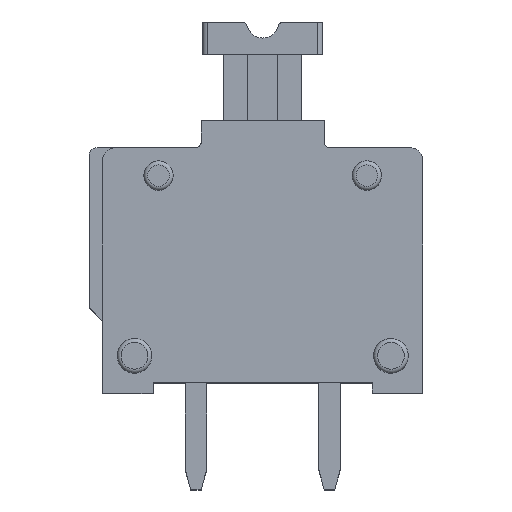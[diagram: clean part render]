
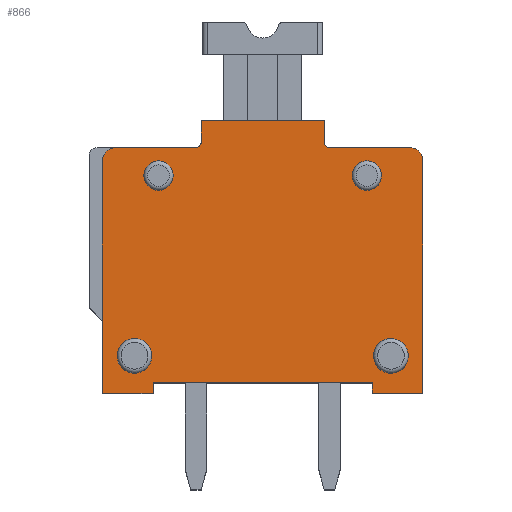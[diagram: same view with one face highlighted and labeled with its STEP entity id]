
A CAD part, top view. The second image highlights one B-rep face of the part: STEP entity #866.
In plain terms, the highlighted planar face has unit normal (0, 0, 1).
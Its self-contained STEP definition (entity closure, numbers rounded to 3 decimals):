
#866 = ADVANCED_FACE( '', ( #1748, #1749, #1750, #1751, #1752 ), #1753, .T. );
#1748 = FACE_OUTER_BOUND( '', #2666, .T. );
#1749 = FACE_BOUND( '', #2667, .T. );
#1750 = FACE_BOUND( '', #2668, .T. );
#1751 = FACE_BOUND( '', #2669, .T. );
#1752 = FACE_BOUND( '', #2670, .T. );
#1753 = PLANE( '', #2671 );
#2666 = EDGE_LOOP( '', ( #5025, #5026, #5027, #5028, #5029, #5030, #5031, #5032, #5033, #5034, #5035, #5036, #5037, #5038, #5039, #5040 ) );
#2667 = EDGE_LOOP( '', ( #5041 ) );
#2668 = EDGE_LOOP( '', ( #5042 ) );
#2669 = EDGE_LOOP( '', ( #5043 ) );
#2670 = EDGE_LOOP( '', ( #5044 ) );
#2671 = AXIS2_PLACEMENT_3D( '', #5045, #5046, #5047 );
#5025 = ORIENTED_EDGE( '', *, *, #6612, .T. );
#5026 = ORIENTED_EDGE( '', *, *, #6613, .T. );
#5027 = ORIENTED_EDGE( '', *, *, #6429, .F. );
#5028 = ORIENTED_EDGE( '', *, *, #6595, .F. );
#5029 = ORIENTED_EDGE( '', *, *, #5907, .F. );
#5030 = ORIENTED_EDGE( '', *, *, #5773, .T. );
#5031 = ORIENTED_EDGE( '', *, *, #5827, .F. );
#5032 = ORIENTED_EDGE( '', *, *, #6475, .F. );
#5033 = ORIENTED_EDGE( '', *, *, #6614, .T. );
#5034 = ORIENTED_EDGE( '', *, *, #5751, .T. );
#5035 = ORIENTED_EDGE( '', *, *, #5924, .T. );
#5036 = ORIENTED_EDGE( '', *, *, #6261, .T. );
#5037 = ORIENTED_EDGE( '', *, *, #6442, .T. );
#5038 = ORIENTED_EDGE( '', *, *, #5690, .F. );
#5039 = ORIENTED_EDGE( '', *, *, #6279, .T. );
#5040 = ORIENTED_EDGE( '', *, *, #6151, .T. );
#5041 = ORIENTED_EDGE( '', *, *, #6342, .F. );
#5042 = ORIENTED_EDGE( '', *, *, #6386, .F. );
#5043 = ORIENTED_EDGE( '', *, *, #6480, .F. );
#5044 = ORIENTED_EDGE( '', *, *, #6160, .F. );
#5045 = CARTESIAN_POINT( '', ( 5.954, 7.756, 3. ) );
#5046 = DIRECTION( '', ( 0., 0., 1. ) );
#5047 = DIRECTION( '', ( 1., 0., 0. ) );
#5690 = EDGE_CURVE( '', #6820, #6821, #6822, .T. );
#5751 = EDGE_CURVE( '', #6934, #6932, #6935, .T. );
#5773 = EDGE_CURVE( '', #6972, #6970, #6973, .T. );
#5827 = EDGE_CURVE( '', #7065, #6970, #7067, .T. );
#5907 = EDGE_CURVE( '', #6972, #7202, #7203, .T. );
#5924 = EDGE_CURVE( '', #6932, #7227, #7229, .T. );
#6151 = EDGE_CURVE( '', #7594, #7592, #7595, .T. );
#6160 = EDGE_CURVE( '', #7608, #7608, #7609, .T. );
#6261 = EDGE_CURVE( '', #7227, #7766, #7768, .T. );
#6279 = EDGE_CURVE( '', #6820, #7594, #7793, .T. );
#6342 = EDGE_CURVE( '', #7879, #7879, #7880, .T. );
#6386 = EDGE_CURVE( '', #7943, #7943, #7944, .T. );
#6429 = EDGE_CURVE( '', #7997, #7999, #8000, .T. );
#6442 = EDGE_CURVE( '', #7766, #6821, #8015, .T. );
#6475 = EDGE_CURVE( '', #8056, #7065, #8058, .T. );
#6480 = EDGE_CURVE( '', #8064, #8064, #8065, .T. );
#6595 = EDGE_CURVE( '', #7202, #7997, #8203, .T. );
#6612 = EDGE_CURVE( '', #7592, #8222, #8223, .T. );
#6613 = EDGE_CURVE( '', #8222, #7999, #8224, .T. );
#6614 = EDGE_CURVE( '', #8056, #6934, #8225, .T. );
#6820 = VERTEX_POINT( '', #8474 );
#6821 = VERTEX_POINT( '', #8475 );
#6822 = CIRCLE( '', #8476, 0.2 );
#6932 = VERTEX_POINT( '', #8625 );
#6934 = VERTEX_POINT( '', #8628 );
#6935 = CIRCLE( '', #8629, 0.2 );
#6970 = VERTEX_POINT( '', #8676 );
#6972 = VERTEX_POINT( '', #8679 );
#6973 = LINE( '', #8680, #8681 );
#7065 = VERTEX_POINT( '', #8809 );
#7067 = LINE( '', #8812, #8813 );
#7202 = VERTEX_POINT( '', #9003 );
#7203 = LINE( '', #9004, #9005 );
#7227 = VERTEX_POINT( '', #9039 );
#7229 = LINE( '', #9042, #9043 );
#7592 = VERTEX_POINT( '', #9558 );
#7594 = VERTEX_POINT( '', #9561 );
#7595 = CIRCLE( '', #9562, 0.5 );
#7608 = VERTEX_POINT( '', #9581 );
#7609 = CIRCLE( '', #9582, 0.55 );
#7766 = VERTEX_POINT( '', #9802 );
#7768 = LINE( '', #9805, #9806 );
#7793 = LINE( '', #9843, #9844 );
#7879 = VERTEX_POINT( '', #9989 );
#7880 = CIRCLE( '', #9990, 0.65 );
#7943 = VERTEX_POINT( '', #10079 );
#7944 = CIRCLE( '', #10080, 0.55 );
#7997 = VERTEX_POINT( '', #10175 );
#7999 = VERTEX_POINT( '', #10178 );
#8000 = LINE( '', #10179, #10180 );
#8015 = LINE( '', #10200, #10201 );
#8056 = VERTEX_POINT( '', #10259 );
#8058 = CIRCLE( '', #10262, 0.5 );
#8064 = VERTEX_POINT( '', #10270 );
#8065 = CIRCLE( '', #10271, 0.65 );
#8203 = LINE( '', #10474, #10475 );
#8222 = VERTEX_POINT( '', #10502 );
#8223 = LINE( '', #10503, #10504 );
#8224 = LINE( '', #10505, #10506 );
#8225 = LINE( '', #10507, #10508 );
#8474 = CARTESIAN_POINT( '', ( 3.5, 9.2, 3. ) );
#8475 = CARTESIAN_POINT( '', ( 3.7, 9.4, 3. ) );
#8476 = AXIS2_PLACEMENT_3D( '', #10693, #10694, #10695 );
#8625 = CARTESIAN_POINT( '', ( 8.3, 9.4, 3. ) );
#8628 = CARTESIAN_POINT( '', ( 8.5, 9.2, 3. ) );
#8629 = AXIS2_PLACEMENT_3D( '', #10772, #10773, #10774 );
#8676 = CARTESIAN_POINT( '', ( 12., 0., 3. ) );
#8679 = CARTESIAN_POINT( '', ( 10.1, 0., 3. ) );
#8680 = CARTESIAN_POINT( '', ( 7.771, 0., 3. ) );
#8681 = VECTOR( '', #10800, 1000. );
#8809 = CARTESIAN_POINT( '', ( 12., 8.7, 3. ) );
#8812 = CARTESIAN_POINT( '', ( 12., 7.285, 3. ) );
#8813 = VECTOR( '', #10865, 1000. );
#9003 = CARTESIAN_POINT( '', ( 10.1, 0.4, 3. ) );
#9004 = CARTESIAN_POINT( '', ( 10.1, 7.285, 3. ) );
#9005 = VECTOR( '', #10939, 1000. );
#9039 = CARTESIAN_POINT( '', ( 8.3, 10.2, 3. ) );
#9042 = CARTESIAN_POINT( '', ( 8.3, 7.285, 3. ) );
#9043 = VECTOR( '', #10954, 1000. );
#9558 = CARTESIAN_POINT( '', ( 0., 8.7, 3. ) );
#9561 = CARTESIAN_POINT( '', ( 0.5, 9.2, 3. ) );
#9562 = AXIS2_PLACEMENT_3D( '', #11204, #11205, #11206 );
#9581 = CARTESIAN_POINT( '', ( 10.45, 8.15, 3. ) );
#9582 = AXIS2_PLACEMENT_3D( '', #11213, #11214, #11215 );
#9802 = CARTESIAN_POINT( '', ( 3.7, 10.2, 3. ) );
#9805 = CARTESIAN_POINT( '', ( 7.771, 10.2, 3. ) );
#9806 = VECTOR( '', #11322, 1000. );
#9843 = CARTESIAN_POINT( '', ( 7.771, 9.2, 3. ) );
#9844 = VECTOR( '', #11338, 1000. );
#9989 = CARTESIAN_POINT( '', ( 11.45, 1.4, 3. ) );
#9990 = AXIS2_PLACEMENT_3D( '', #11395, #11396, #11397 );
#10079 = CARTESIAN_POINT( '', ( 2.65, 8.15, 3. ) );
#10080 = AXIS2_PLACEMENT_3D( '', #11448, #11449, #11450 );
#10175 = CARTESIAN_POINT( '', ( 1.9, 0.4, 3. ) );
#10178 = CARTESIAN_POINT( '', ( 1.9, 0., 3. ) );
#10179 = CARTESIAN_POINT( '', ( 1.9, 7.285, 3. ) );
#10180 = VECTOR( '', #11485, 1000. );
#10200 = CARTESIAN_POINT( '', ( 3.7, 7.285, 3. ) );
#10201 = VECTOR( '', #11500, 1000. );
#10259 = CARTESIAN_POINT( '', ( 11.5, 9.2, 3. ) );
#10262 = AXIS2_PLACEMENT_3D( '', #11534, #11535, #11536 );
#10270 = CARTESIAN_POINT( '', ( 1.85, 1.4, 3. ) );
#10271 = AXIS2_PLACEMENT_3D( '', #11539, #11540, #11541 );
#10474 = CARTESIAN_POINT( '', ( 7.771, 0.4, 3. ) );
#10475 = VECTOR( '', #11631, 1000. );
#10502 = CARTESIAN_POINT( '', ( 0., 0., 3. ) );
#10503 = CARTESIAN_POINT( '', ( 0., 7.285, 3. ) );
#10504 = VECTOR( '', #11649, 1000. );
#10505 = CARTESIAN_POINT( '', ( 7.771, 0., 3. ) );
#10506 = VECTOR( '', #11650, 1000. );
#10507 = CARTESIAN_POINT( '', ( 7.771, 9.2, 3. ) );
#10508 = VECTOR( '', #11651, 1000. );
#10693 = CARTESIAN_POINT( '', ( 3.5, 9.4, 3. ) );
#10694 = DIRECTION( '', ( 0., 0., 1. ) );
#10695 = DIRECTION( '', ( 1., 0., 0. ) );
#10772 = CARTESIAN_POINT( '', ( 8.5, 9.4, 3. ) );
#10773 = DIRECTION( '', ( 0., 0., -1. ) );
#10774 = DIRECTION( '', ( -1., 0., 0. ) );
#10800 = DIRECTION( '', ( 1., 0., 0. ) );
#10865 = DIRECTION( '', ( 0., -1., 0. ) );
#10939 = DIRECTION( '', ( 0., 1., 0. ) );
#10954 = DIRECTION( '', ( 0., 1., 0. ) );
#11204 = CARTESIAN_POINT( '', ( 0.5, 8.7, 3. ) );
#11205 = DIRECTION( '', ( 0., 0., 1. ) );
#11206 = DIRECTION( '', ( 1., 0., 0. ) );
#11213 = CARTESIAN_POINT( '', ( 9.9, 8.15, 3. ) );
#11214 = DIRECTION( '', ( 0., 0., 1. ) );
#11215 = DIRECTION( '', ( 1., 0., 0. ) );
#11322 = DIRECTION( '', ( -1., 0., 0. ) );
#11338 = DIRECTION( '', ( -1., 0., 0. ) );
#11395 = CARTESIAN_POINT( '', ( 10.8, 1.4, 3. ) );
#11396 = DIRECTION( '', ( 0., 0., 1. ) );
#11397 = DIRECTION( '', ( 1., 0., 0. ) );
#11448 = CARTESIAN_POINT( '', ( 2.1, 8.15, 3. ) );
#11449 = DIRECTION( '', ( 0., 0., 1. ) );
#11450 = DIRECTION( '', ( 1., 0., 0. ) );
#11485 = DIRECTION( '', ( 0., -1., 0. ) );
#11500 = DIRECTION( '', ( 0., -1., 0. ) );
#11534 = CARTESIAN_POINT( '', ( 11.5, 8.7, 3. ) );
#11535 = DIRECTION( '', ( 0., 0., -1. ) );
#11536 = DIRECTION( '', ( -1., 0., 0. ) );
#11539 = CARTESIAN_POINT( '', ( 1.2, 1.4, 3. ) );
#11540 = DIRECTION( '', ( 0., 0., 1. ) );
#11541 = DIRECTION( '', ( 1., 0., 0. ) );
#11631 = DIRECTION( '', ( -1., 0., 0. ) );
#11649 = DIRECTION( '', ( 0., -1., 0. ) );
#11650 = DIRECTION( '', ( 1., 0., 0. ) );
#11651 = DIRECTION( '', ( -1., 0., 0. ) );
